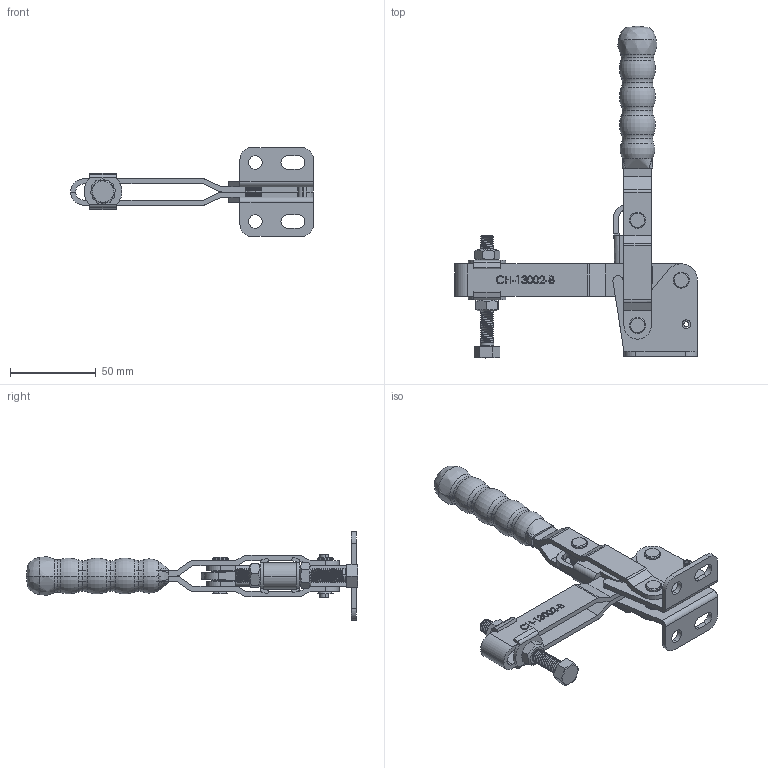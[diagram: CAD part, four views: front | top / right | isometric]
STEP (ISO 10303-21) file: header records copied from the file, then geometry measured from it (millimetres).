
FILE_DESCRIPTION (( 'STEP AP203' ), '1' );
FILE_NAME ('CH-13002-B.STEP', '2017-11-07T06:59:10', ( 'Windows' ), ( 'Microsoft' ), 'SwSTEP 2.0', 'SolidWorks 2015', '' );
FILE_SCHEMA (( 'CONFIG_CONTROL_DESIGN' ));
Length unit declared in the file: millimetre
Products named in the file (14): CH-FW-516; CH-13002-B-02 U-BAR; M8 Nut; CH-13002-B-03 HANDLE; CH-SA-086512 SPINDLE SUPPLIED; CH-13002-B-05; CH-13002-B-04 CONNECTING-PLATE; CH-12502-B-10; CH-13002-B-06; CH-13002-B; CH-13002-B-07; CH-13002-B-08; CH-13002-B-09; CH-13002-B-01 FLANGED BASE
Assembly tree (19 placements, depth 2):
  CH-13002-B
    CH-13002-B-01 FLANGED BASE
    CH-13002-B-02 U-BAR
    CH-13002-B-03 HANDLE
    CH-13002-B-05  x2
    CH-13002-B-06  x2
    CH-13002-B-07
    CH-13002-B-08  x2
    CH-13002-B-09  x2
    CH-FW-516  x2
    M8 Nut  x2
    CH-SA-086512 SPINDLE SUPPLIED
    CH-13002-B-04 CONNECTING-PLATE
    CH-12502-B-10
Bounding box: 142 x 194.01 x 52 mm (x, y, z)
Volume: 80918.5 mm3; surface area: 64607.4 mm2
Topology: 22 solids, 22 shells, 2773 faces, 6767 edges, 4067 vertices
Faces by surface type: plane 1567, cylinder 904, bspline 206, cone 70, torus 26
Entity records: 66530 total; most frequent: CARTESIAN_POINT 24420, ORIENTED_EDGE 8728, DIRECTION 8130, EDGE_CURVE 4364, AXIS2_PLACEMENT_3D 2868, VERTEX_POINT 2683, VECTOR 2394, LINE 2394
